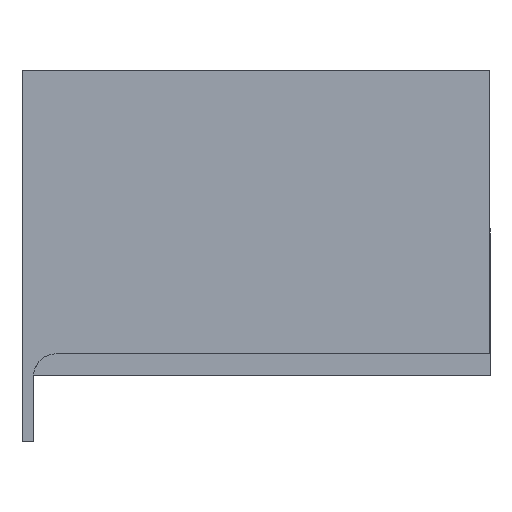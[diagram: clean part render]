
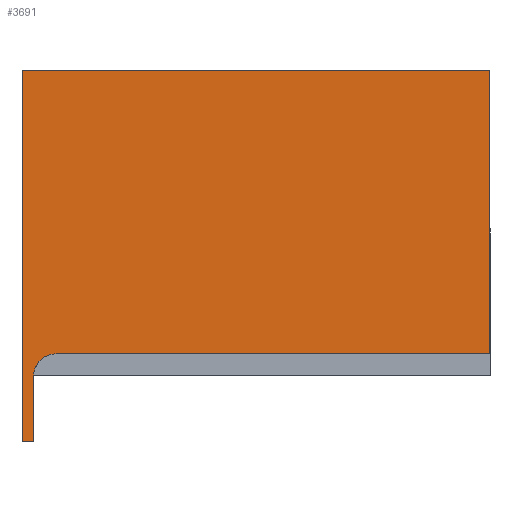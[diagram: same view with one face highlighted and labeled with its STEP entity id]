
A CAD part, left-side view. The second image highlights one B-rep face of the part: STEP entity #3691.
In plain terms, the highlighted planar face has unit normal (-1, 0, 0).
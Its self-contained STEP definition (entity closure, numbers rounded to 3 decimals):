
#3661=AXIS2_PLACEMENT_3D('Plane Axis2P3D',#3658,#3659,#3660) ;
#3679=AXIS2_PLACEMENT_3D('Circle Axis2P3D',#3677,#3678,$) ;
#1448=CARTESIAN_POINT('Line Origine',(-45.,82.5,82.25)) ;
#1452=CARTESIAN_POINT('Vertex',(-45.,82.5,49.5)) ;
#1454=CARTESIAN_POINT('Vertex',(-45.,82.5,115.)) ;
#2278=CARTESIAN_POINT('Vertex',(-45.,80.5,49.5)) ;
#2283=CARTESIAN_POINT('Line Origine',(-45.,81.5,49.5)) ;
#3178=CARTESIAN_POINT('Vertex',(-45.,0.,115.)) ;
#3181=CARTESIAN_POINT('Line Origine',(-45.,0.,90.)) ;
#3185=CARTESIAN_POINT('Vertex',(-45.,0.,65.)) ;
#3294=CARTESIAN_POINT('Line Origine',(-45.,41.25,115.)) ;
#3658=CARTESIAN_POINT('Axis2P3D Location',(-45.,0.,0.)) ;
#3663=CARTESIAN_POINT('Line Origine',(-45.,38.25,65.)) ;
#3667=CARTESIAN_POINT('Vertex',(-45.,76.5,65.)) ;
#3670=CARTESIAN_POINT('Line Origine',(-45.,80.5,55.25)) ;
#3674=CARTESIAN_POINT('Vertex',(-45.,80.5,61.)) ;
#3677=CARTESIAN_POINT('Axis2P3D Location',(-45.,76.5,61.)) ;
#1449=DIRECTION('Vector Direction',(0.,0.,-1.)) ;
#2284=DIRECTION('Vector Direction',(0.,-1.,0.)) ;
#3182=DIRECTION('Vector Direction',(0.,0.,1.)) ;
#3295=DIRECTION('Vector Direction',(0.,1.,0.)) ;
#3659=DIRECTION('Axis2P3D Direction',(1.,0.,0.)) ;
#3660=DIRECTION('Axis2P3D XDirection',(0.,1.,0.)) ;
#3664=DIRECTION('Vector Direction',(0.,-1.,0.)) ;
#3671=DIRECTION('Vector Direction',(0.,0.,1.)) ;
#3678=DIRECTION('Axis2P3D Direction',(1.,0.,0.)) ;
#1450=VECTOR('Line Direction',#1449,1.) ;
#2285=VECTOR('Line Direction',#2284,1.) ;
#3183=VECTOR('Line Direction',#3182,1.) ;
#3296=VECTOR('Line Direction',#3295,1.) ;
#3665=VECTOR('Line Direction',#3664,1.) ;
#3672=VECTOR('Line Direction',#3671,1.) ;
#3683=ORIENTED_EDGE('',*,*,#3669,.F.) ;
#3684=ORIENTED_EDGE('',*,*,#3187,.F.) ;
#3685=ORIENTED_EDGE('',*,*,#3298,.F.) ;
#3686=ORIENTED_EDGE('',*,*,#1456,.F.) ;
#3687=ORIENTED_EDGE('',*,*,#2287,.F.) ;
#3688=ORIENTED_EDGE('',*,*,#3676,.F.) ;
#3689=ORIENTED_EDGE('',*,*,#3681,.T.) ;
#3691=ADVANCED_FACE('Copriterminale alto HTC superiore',(#3690),#3662,.F.) ;
#3680=CIRCLE('generated circle',#3679,4.) ;
#1456=EDGE_CURVE('',#1453,#1455,#1451,.F.) ;
#2287=EDGE_CURVE('',#2279,#1453,#2286,.F.) ;
#3187=EDGE_CURVE('',#3179,#3186,#3184,.F.) ;
#3298=EDGE_CURVE('',#1455,#3179,#3297,.F.) ;
#3669=EDGE_CURVE('',#3186,#3668,#3666,.F.) ;
#3676=EDGE_CURVE('',#3675,#2279,#3673,.F.) ;
#3681=EDGE_CURVE('',#3675,#3668,#3680,.T.) ;
#3682=EDGE_LOOP('',(#3683,#3684,#3685,#3686,#3687,#3688,#3689)) ;
#3690=FACE_OUTER_BOUND('',#3682,.T.) ;
#1451=LINE('Line',#1448,#1450) ;
#2286=LINE('Line',#2283,#2285) ;
#3184=LINE('Line',#3181,#3183) ;
#3297=LINE('Line',#3294,#3296) ;
#3666=LINE('Line',#3663,#3665) ;
#3673=LINE('Line',#3670,#3672) ;
#3662=PLANE('',#3661) ;
#1453=VERTEX_POINT('',#1452) ;
#1455=VERTEX_POINT('',#1454) ;
#2279=VERTEX_POINT('',#2278) ;
#3179=VERTEX_POINT('',#3178) ;
#3186=VERTEX_POINT('',#3185) ;
#3668=VERTEX_POINT('',#3667) ;
#3675=VERTEX_POINT('',#3674) ;
